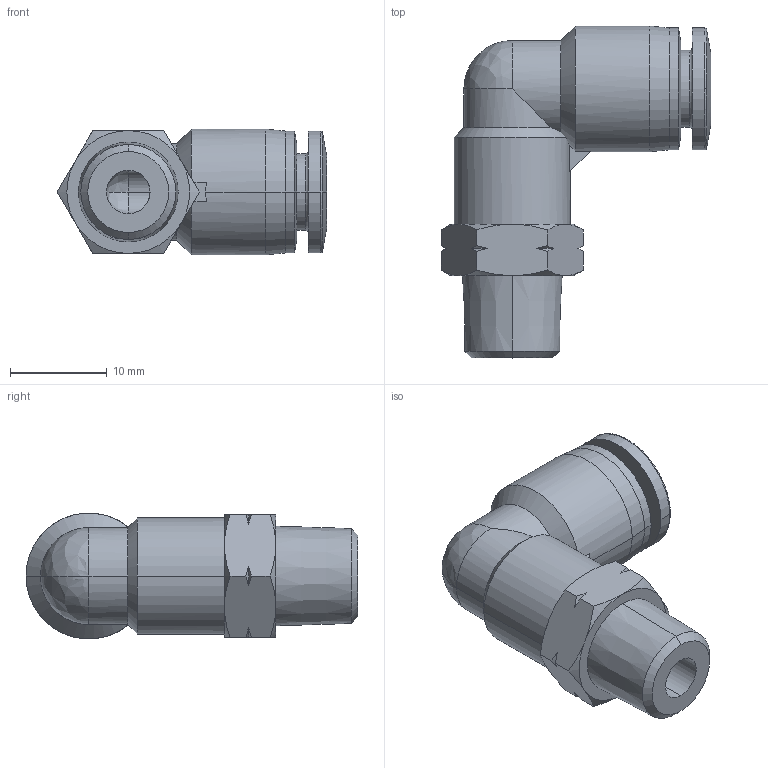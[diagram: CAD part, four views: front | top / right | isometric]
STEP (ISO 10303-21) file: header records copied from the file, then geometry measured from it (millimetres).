
FILE_DESCRIPTION (( 'STEP AP214' ), '1' );
FILE_NAME ('ME14-18N.step', '2016-02-24T20:41:19', ( '' ), ( '' ), 'SwSTEP 2.0', 'SolidWorks 2015', '' );
FILE_SCHEMA (( 'AUTOMOTIVE_DESIGN' ));
Length unit declared in the file: inch
Products named in the file (1): ME14-18N
Bounding box: 27.83 x 34.3 x 13 mm (x, y, z)
Volume: 3977 mm3; surface area: 2892.5 mm2
Topology: 1 solids, 1 shells, 84 faces, 207 edges, 125 vertices
Faces by surface type: cone 39, cylinder 20, plane 15, bspline 8, torus 2
Entity records: 3733 total; most frequent: CARTESIAN_POINT 729, ORIENTED_EDGE 406, DIRECTION 383, EDGE_CURVE 203, AXIS2_PLACEMENT_3D 167, VERTEX_POINT 125, CIRCLE 90, EDGE_LOOP 90
